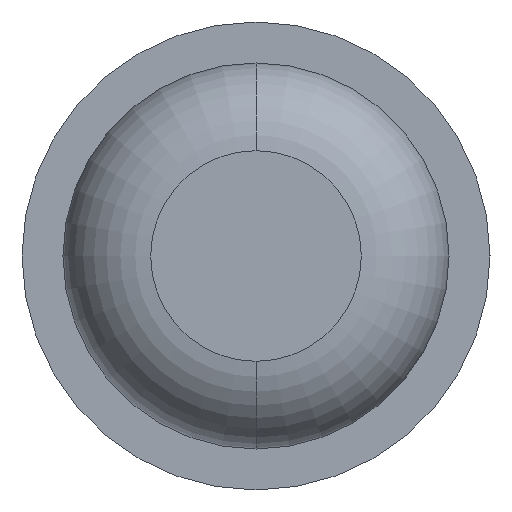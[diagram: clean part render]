
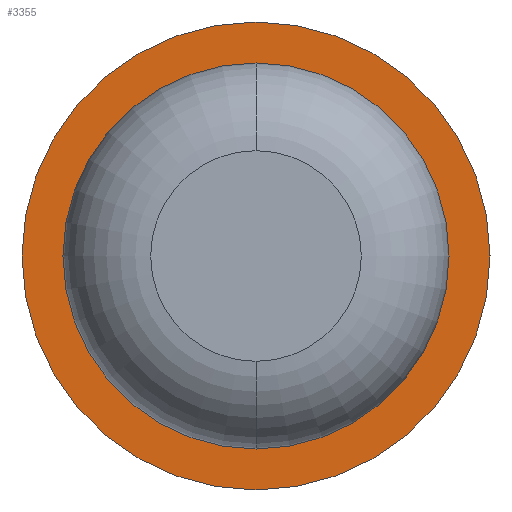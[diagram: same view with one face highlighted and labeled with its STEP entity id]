
A CAD part, front view. The second image highlights one B-rep face of the part: STEP entity #3355.
In plain terms, the highlighted planar face has unit normal (0, -1, 0).
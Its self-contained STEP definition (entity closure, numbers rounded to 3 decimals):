
#22 = AXIS2_PLACEMENT_3D ( 'NONE', #2330, #2975, #874 ) ;
#147 = DIRECTION ( 'NONE',  ( 0., 0., -1. ) ) ;
#148 = CARTESIAN_POINT ( 'NONE',  ( 0., -3., -0.825 ) ) ;
#335 = DIRECTION ( 'NONE',  ( 0., -1., 0. ) ) ;
#382 = ORIENTED_EDGE ( 'NONE', *, *, #1068, .F. ) ;
#428 = EDGE_CURVE ( 'Defeature ausgef�hrt1_1+Defeature ausgef�hrt1_5+Defeature ausgef�hrt1_5+Defeature ausgef�hrt1_5', #1194, #2771, #475, .T. ) ;
#475 = CIRCLE ( 'NONE', #1495, 0.825 ) ;
#565 = AXIS2_PLACEMENT_3D ( 'NONE', #824, #851, #1894 ) ;
#580 = CARTESIAN_POINT ( 'NONE',  ( 0., -3., 0. ) ) ;
#600 = ORIENTED_EDGE ( 'NONE', *, *, #699, .F. ) ;
#699 = EDGE_CURVE ( 'Defeature ausgef�hrt1_6+Defeature ausgef�hrt1_5+Defeature ausgef�hrt1_5+Defeature ausgef�hrt1_5', #4134, #3244, #1291, .T. ) ;
#747 = CIRCLE ( 'NONE', #565, 0.825 ) ;
#818 = CARTESIAN_POINT ( 'NONE',  ( 0., -3., 1. ) ) ;
#824 = CARTESIAN_POINT ( 'NONE',  ( 0., -3., 0. ) ) ;
#851 = DIRECTION ( 'NONE',  ( 0., -1., 0. ) ) ;
#874 = DIRECTION ( 'NONE',  ( 0., 0., 1. ) ) ;
#1068 = EDGE_CURVE ( 'Defeature ausgef�hrt1_1+Defeature ausgef�hrt1_5+Defeature ausgef�hrt1_5+Defeature ausgef�hrt1_5', #2771, #1194, #747, .T. ) ;
#1157 = PLANE ( 'NONE',  #2194 ) ;
#1194 = VERTEX_POINT ( 'NONE', #1558 ) ;
#1291 = CIRCLE ( 'NONE', #3349, 1. ) ;
#1404 = FACE_BOUND ( 'NONE', #4130, .T. ) ;
#1495 = AXIS2_PLACEMENT_3D ( 'NONE', #580, #335, #1742 ) ;
#1558 = CARTESIAN_POINT ( 'NONE',  ( 0., -3., 0.825 ) ) ;
#1681 = CIRCLE ( 'NONE', #22, 1. ) ;
#1742 = DIRECTION ( 'NONE',  ( 0., 0., -1. ) ) ;
#1894 = DIRECTION ( 'NONE',  ( 0., 0., -1. ) ) ;
#2194 = AXIS2_PLACEMENT_3D ( 'NONE', #3262, #3613, #147 ) ;
#2330 = CARTESIAN_POINT ( 'NONE',  ( 0., -3., 0. ) ) ;
#2464 = DIRECTION ( 'NONE',  ( 0., 1., 0. ) ) ;
#2568 = ORIENTED_EDGE ( 'NONE', *, *, #2973, .F. ) ;
#2579 = EDGE_LOOP ( 'NONE', ( #2568, #600 ) ) ;
#2771 = VERTEX_POINT ( 'NONE', #148 ) ;
#2832 = FACE_OUTER_BOUND ( 'NONE', #2579, .T. ) ;
#2882 = CARTESIAN_POINT ( 'NONE',  ( 0., -3., 0. ) ) ;
#2973 = EDGE_CURVE ( 'Defeature ausgef�hrt1_6+Defeature ausgef�hrt1_5+Defeature ausgef�hrt1_5+Defeature ausgef�hrt1_5', #3244, #4134, #1681, .T. ) ;
#2975 = DIRECTION ( 'NONE',  ( 0., 1., 0. ) ) ;
#3199 = DIRECTION ( 'NONE',  ( 0., 0., 1. ) ) ;
#3244 = VERTEX_POINT ( 'NONE', #818 ) ;
#3262 = CARTESIAN_POINT ( 'NONE',  ( -1., -3., 0. ) ) ;
#3349 = AXIS2_PLACEMENT_3D ( 'NONE', #2882, #2464, #3199 ) ;
#3355 = ADVANCED_FACE ( 'Defeature ausgef�hrt1_5', ( #1404, #2832 ), #1157, .T. ) ;
#3613 = DIRECTION ( 'NONE',  ( 0., -1., 0. ) ) ;
#3689 = CARTESIAN_POINT ( 'NONE',  ( 0., -3., -1. ) ) ;
#4130 = EDGE_LOOP ( 'NONE', ( #4336, #382 ) ) ;
#4134 = VERTEX_POINT ( 'NONE', #3689 ) ;
#4336 = ORIENTED_EDGE ( 'NONE', *, *, #428, .F. ) ;
